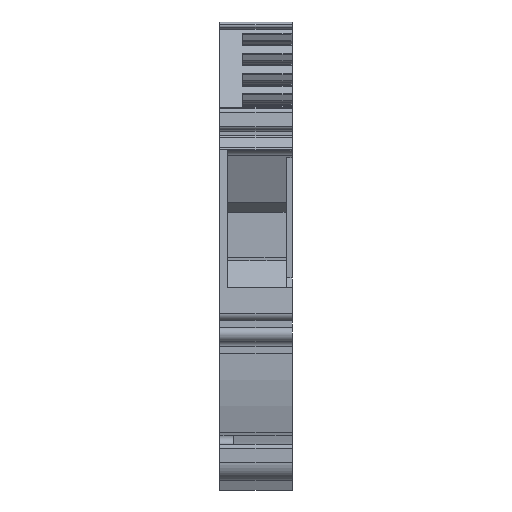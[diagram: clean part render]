
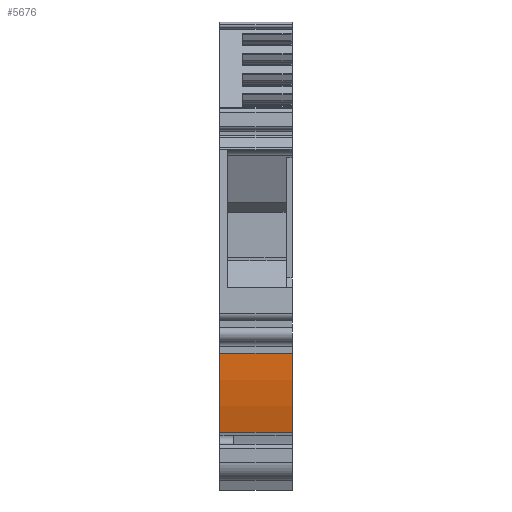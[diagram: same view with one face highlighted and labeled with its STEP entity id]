
A CAD part, front view. The second image highlights one B-rep face of the part: STEP entity #5676.
In plain terms, the highlighted cylindrical face has radius 30 mm (diameter 60 mm), a partial arc.
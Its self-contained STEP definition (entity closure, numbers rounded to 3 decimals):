
#5649=AXIS2_PLACEMENT_3D('Cylinder Axis2P3D',#5646,#5647,#5648) ;
#5653=AXIS2_PLACEMENT_3D('Circle Axis2P3D',#5651,#5652,$) ;
#5667=AXIS2_PLACEMENT_3D('Circle Axis2P3D',#5665,#5666,$) ;
#5616=CARTESIAN_POINT('Vertex',(7.9,9.877,6.285)) ;
#5619=CARTESIAN_POINT('Line Origine',(3.95,9.877,6.285)) ;
#5623=CARTESIAN_POINT('Vertex',(0.,9.877,6.285)) ;
#5646=CARTESIAN_POINT('Axis2P3D Location',(3.95,38.6,14.945)) ;
#5651=CARTESIAN_POINT('Axis2P3D Location',(7.9,38.6,14.945)) ;
#5655=CARTESIAN_POINT('Vertex',(7.9,8.6,14.945)) ;
#5658=CARTESIAN_POINT('Line Origine',(3.95,8.6,14.945)) ;
#5662=CARTESIAN_POINT('Vertex',(0.,8.6,14.945)) ;
#5665=CARTESIAN_POINT('Axis2P3D Location',(0.,38.6,14.945)) ;
#5620=DIRECTION('Vector Direction',(-1.,0.,0.)) ;
#5647=DIRECTION('Axis2P3D Direction',(-1.,0.,0.)) ;
#5648=DIRECTION('Axis2P3D XDirection',(0.,-0.957,-0.289)) ;
#5652=DIRECTION('Axis2P3D Direction',(-1.,0.,0.)) ;
#5659=DIRECTION('Vector Direction',(-1.,0.,0.)) ;
#5666=DIRECTION('Axis2P3D Direction',(-1.,0.,0.)) ;
#5621=VECTOR('Line Direction',#5620,1.) ;
#5660=VECTOR('Line Direction',#5659,1.) ;
#5671=ORIENTED_EDGE('',*,*,#5657,.T.) ;
#5672=ORIENTED_EDGE('',*,*,#5664,.F.) ;
#5673=ORIENTED_EDGE('',*,*,#5669,.F.) ;
#5674=ORIENTED_EDGE('',*,*,#5625,.T.) ;
#5676=ADVANCED_FACE('KLTR',(#5675),#5650,.T.) ;
#5654=CIRCLE('generated circle',#5653,30.) ;
#5668=CIRCLE('generated circle',#5667,30.) ;
#5650=CYLINDRICAL_SURFACE('generated cylinder',#5649,30.) ;
#5625=EDGE_CURVE('',#5624,#5617,#5622,.F.) ;
#5657=EDGE_CURVE('',#5617,#5656,#5654,.T.) ;
#5664=EDGE_CURVE('',#5663,#5656,#5661,.F.) ;
#5669=EDGE_CURVE('',#5624,#5663,#5668,.T.) ;
#5670=EDGE_LOOP('',(#5671,#5672,#5673,#5674)) ;
#5675=FACE_OUTER_BOUND('',#5670,.T.) ;
#5622=LINE('Line',#5619,#5621) ;
#5661=LINE('Line',#5658,#5660) ;
#5617=VERTEX_POINT('',#5616) ;
#5624=VERTEX_POINT('',#5623) ;
#5656=VERTEX_POINT('',#5655) ;
#5663=VERTEX_POINT('',#5662) ;
